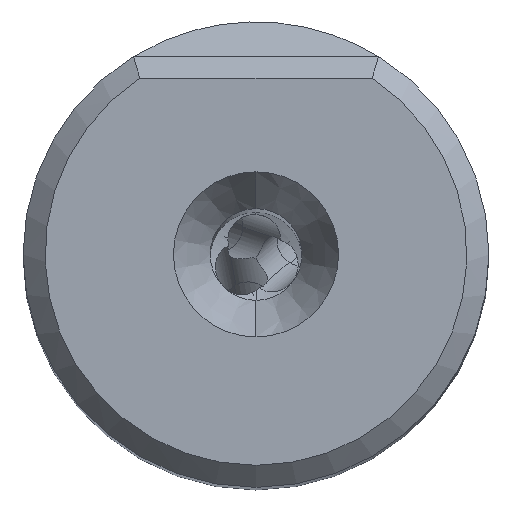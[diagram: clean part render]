
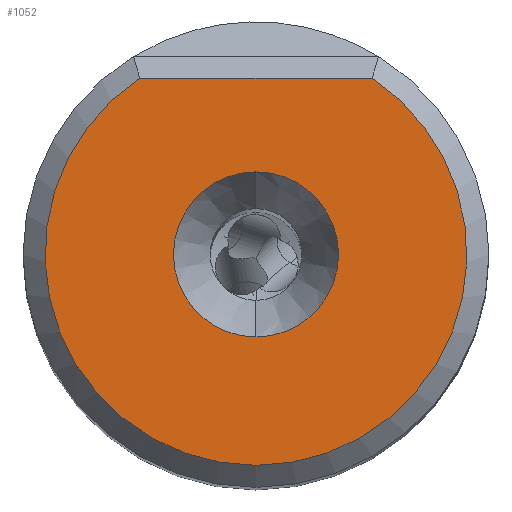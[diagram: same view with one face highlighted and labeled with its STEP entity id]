
A CAD part, top view. The second image highlights one B-rep face of the part: STEP entity #1052.
In plain terms, the highlighted planar face has unit normal (0, 0, 1).
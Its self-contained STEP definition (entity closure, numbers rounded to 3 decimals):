
#596=PLANE('',#6859);
#1052=ADVANCED_FACE('',(#1570,#1571),#596,.F.);
#1570=FACE_BOUND('',#1618,.T.);
#1571=FACE_BOUND('',#1619,.T.);
#1618=EDGE_LOOP('',(#3005,#3006));
#1619=EDGE_LOOP('',(#3007,#3008));
#2021=CIRCLE('',#6855,11.5);
#2022=CIRCLE('',#6857,4.5);
#2023=CIRCLE('',#6858,4.5);
#2321=LINE('',#9311,#2645);
#2645=VECTOR('',#7594,1.);
#3005=ORIENTED_EDGE('',*,*,#5691,.T.);
#3006=ORIENTED_EDGE('',*,*,#5687,.T.);
#3007=ORIENTED_EDGE('',*,*,#5692,.T.);
#3008=ORIENTED_EDGE('',*,*,#5693,.T.);
#5029=VERTEX_POINT('',#9312);
#5030=VERTEX_POINT('',#9313);
#5031=VERTEX_POINT('',#9329);
#5032=VERTEX_POINT('',#9330);
#5687=EDGE_CURVE('',#5029,#5030,#2321,.T.);
#5691=EDGE_CURVE('',#5030,#5029,#2021,.T.);
#5692=EDGE_CURVE('',#5031,#5032,#2022,.T.);
#5693=EDGE_CURVE('',#5032,#5031,#2023,.T.);
#6855=AXIS2_PLACEMENT_3D('',#9326,#7599,#7600);
#6857=AXIS2_PLACEMENT_3D('',#9328,#7603,#7604);
#6858=AXIS2_PLACEMENT_3D('',#9331,#7605,#7606);
#6859=AXIS2_PLACEMENT_3D('',#9332,#7607,#7608);
#7594=DIRECTION('',(-1.,0.,0.));
#7599=DIRECTION('',(0.,0.,1.));
#7600=DIRECTION('',(-0.551,0.835,0.));
#7603=DIRECTION('',(0.,0.,-1.));
#7604=DIRECTION('',(0.,-1.,0.));
#7605=DIRECTION('',(0.,0.,-1.));
#7606=DIRECTION('',(0.,1.,0.));
#7607=DIRECTION('',(0.,0.,-1.));
#7608=DIRECTION('',(-1.,0.,0.));
#9311=CARTESIAN_POINT('',(6.332,9.6,0.));
#9312=CARTESIAN_POINT('',(6.332,9.6,0.));
#9313=CARTESIAN_POINT('',(-6.332,9.6,0.));
#9326=CARTESIAN_POINT('',(0.,0.,0.));
#9328=CARTESIAN_POINT('',(0.,0.,0.));
#9329=CARTESIAN_POINT('',(0.,-4.5,0.));
#9330=CARTESIAN_POINT('',(0.,4.5,0.));
#9331=CARTESIAN_POINT('',(0.,0.,0.));
#9332=CARTESIAN_POINT('',(0.,0.,0.));
